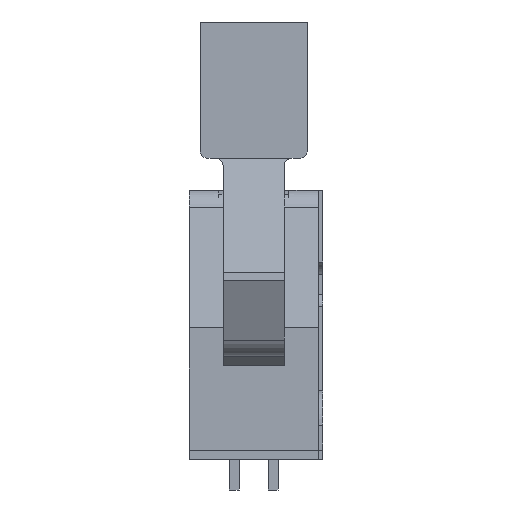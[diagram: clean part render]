
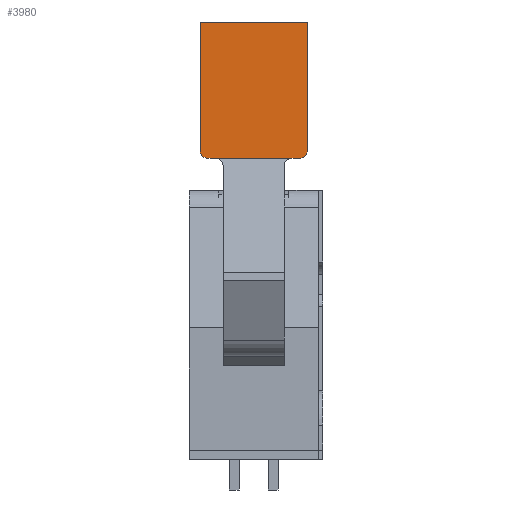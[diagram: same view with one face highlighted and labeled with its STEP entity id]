
A CAD part, front view. The second image highlights one B-rep face of the part: STEP entity #3980.
In plain terms, the highlighted planar face has unit normal (0, -1, 0).
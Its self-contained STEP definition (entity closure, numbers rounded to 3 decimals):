
#1363 = PLANE('',#1364);
#1364 = AXIS2_PLACEMENT_3D('',#1365,#1366,#1367);
#1365 = CARTESIAN_POINT('',(-25.198,-47.71,28.6));
#1366 = DIRECTION('',(0.,0.,-1.));
#1367 = DIRECTION('',(-1.,0.,0.));
#1391 = PLANE('',#1392);
#1392 = AXIS2_PLACEMENT_3D('',#1393,#1394,#1395);
#1393 = CARTESIAN_POINT('',(-2.23,-20.32,0.));
#1394 = DIRECTION('',(-1.,0.,0.));
#1395 = DIRECTION('',(0.,-1.,0.));
#1445 = PLANE('',#1446);
#1446 = AXIS2_PLACEMENT_3D('',#1447,#1448,#1449);
#1447 = CARTESIAN_POINT('',(4.77,-20.32,0.));
#1448 = DIRECTION('',(-1.,0.,0.));
#1449 = DIRECTION('',(0.,-1.,0.));
#2770 = PLANE('',#2771);
#2771 = AXIS2_PLACEMENT_3D('',#2772,#2773,#2774);
#2772 = CARTESIAN_POINT('',(-2.23,-47.71,19.7));
#2773 = DIRECTION('',(0.,0.,1.));
#2774 = DIRECTION('',(1.,0.,0.));
#2799 = CYLINDRICAL_SURFACE('',#2800,0.5);
#2800 = AXIS2_PLACEMENT_3D('',#2801,#2802,#2803);
#2801 = CARTESIAN_POINT('',(4.27,-47.71,20.2));
#2802 = DIRECTION('',(0.,1.,-0.));
#2803 = DIRECTION('',(1.,0.,0.));
#2873 = CYLINDRICAL_SURFACE('',#2874,0.5);
#2874 = AXIS2_PLACEMENT_3D('',#2875,#2876,#2877);
#2875 = CARTESIAN_POINT('',(-1.73,-20.32,20.2));
#2876 = DIRECTION('',(0.,-1.,0.));
#2877 = DIRECTION('',(-1.,0.,0.));
#2901 = PLANE('',#2902);
#2902 = AXIS2_PLACEMENT_3D('',#2903,#2904,#2905);
#2903 = CARTESIAN_POINT('',(-2.23,-47.71,19.7));
#2904 = DIRECTION('',(0.,0.,1.));
#2905 = DIRECTION('',(1.,0.,0.));
#3103 = PLANE('',#3104);
#3104 = AXIS2_PLACEMENT_3D('',#3105,#3106,#3107);
#3105 = CARTESIAN_POINT('',(-25.198,-47.71,19.7));
#3106 = DIRECTION('',(0.,0.941,-0.338)
  );
#3107 = DIRECTION('',(0.,-0.338,-0.941
    ));
#3861 = VERTEX_POINT('',#3862);
#3862 = CARTESIAN_POINT('',(-1.23,-47.71,19.7));
#3907 = EDGE_CURVE('',#3861,#3908,#3910,.T.);
#3908 = VERTEX_POINT('',#3909);
#3909 = CARTESIAN_POINT('',(3.77,-47.71,19.7));
#3910 = SURFACE_CURVE('',#3911,(#3915,#3922),.PCURVE_S1.);
#3911 = LINE('',#3912,#3913);
#3912 = CARTESIAN_POINT('',(-25.198,-47.71,19.7));
#3913 = VECTOR('',#3914,1.);
#3914 = DIRECTION('',(1.,0.,0.));
#3915 = PCURVE('',#3103,#3916);
#3916 = DEFINITIONAL_REPRESENTATION('',(#3917),#3921);
#3917 = LINE('',#3918,#3919);
#3918 = CARTESIAN_POINT('',(-0.,0.));
#3919 = VECTOR('',#3920,1.);
#3920 = DIRECTION('',(0.,-1.));
#3921 = ( GEOMETRIC_REPRESENTATION_CONTEXT(2) 
PARAMETRIC_REPRESENTATION_CONTEXT() REPRESENTATION_CONTEXT('2D SPACE',''
  ) );
#3922 = PCURVE('',#3923,#3928);
#3923 = PLANE('',#3924);
#3924 = AXIS2_PLACEMENT_3D('',#3925,#3926,#3927);
#3925 = CARTESIAN_POINT('',(-25.198,-47.71,28.6));
#3926 = DIRECTION('',(0.,1.,-0.));
#3927 = DIRECTION('',(-1.,0.,0.));
#3928 = DEFINITIONAL_REPRESENTATION('',(#3929),#3933);
#3929 = LINE('',#3930,#3931);
#3930 = CARTESIAN_POINT('',(0.,-8.9));
#3931 = VECTOR('',#3932,1.);
#3932 = DIRECTION('',(-1.,0.));
#3933 = ( GEOMETRIC_REPRESENTATION_CONTEXT(2) 
PARAMETRIC_REPRESENTATION_CONTEXT() REPRESENTATION_CONTEXT('2D SPACE',''
  ) );
#3980 = ADVANCED_FACE('',(#3981),#3923,.F.);
#3981 = FACE_BOUND('',#3982,.F.);
#3982 = EDGE_LOOP('',(#3983,#4008,#4032,#4053,#4054,#4077,#4101,#4124));
#3983 = ORIENTED_EDGE('',*,*,#3984,.T.);
#3984 = EDGE_CURVE('',#3985,#3987,#3989,.T.);
#3985 = VERTEX_POINT('',#3986);
#3986 = CARTESIAN_POINT('',(4.77,-47.71,28.6));
#3987 = VERTEX_POINT('',#3988);
#3988 = CARTESIAN_POINT('',(4.77,-47.71,20.2));
#3989 = SURFACE_CURVE('',#3990,(#3994,#4001),.PCURVE_S1.);
#3990 = LINE('',#3991,#3992);
#3991 = CARTESIAN_POINT('',(4.77,-47.71,28.6));
#3992 = VECTOR('',#3993,1.);
#3993 = DIRECTION('',(0.,0.,-1.));
#3994 = PCURVE('',#3923,#3995);
#3995 = DEFINITIONAL_REPRESENTATION('',(#3996),#4000);
#3996 = LINE('',#3997,#3998);
#3997 = CARTESIAN_POINT('',(-29.968,0.));
#3998 = VECTOR('',#3999,1.);
#3999 = DIRECTION('',(0.,-1.));
#4000 = ( GEOMETRIC_REPRESENTATION_CONTEXT(2) 
PARAMETRIC_REPRESENTATION_CONTEXT() REPRESENTATION_CONTEXT('2D SPACE',''
  ) );
#4001 = PCURVE('',#1445,#4002);
#4002 = DEFINITIONAL_REPRESENTATION('',(#4003),#4007);
#4003 = LINE('',#4004,#4005);
#4004 = CARTESIAN_POINT('',(27.39,28.6));
#4005 = VECTOR('',#4006,1.);
#4006 = DIRECTION('',(-0.,-1.));
#4007 = ( GEOMETRIC_REPRESENTATION_CONTEXT(2) 
PARAMETRIC_REPRESENTATION_CONTEXT() REPRESENTATION_CONTEXT('2D SPACE',''
  ) );
#4008 = ORIENTED_EDGE('',*,*,#4009,.T.);
#4009 = EDGE_CURVE('',#3987,#4010,#4012,.T.);
#4010 = VERTEX_POINT('',#4011);
#4011 = CARTESIAN_POINT('',(4.27,-47.71,19.7));
#4012 = SURFACE_CURVE('',#4013,(#4018,#4025),.PCURVE_S1.);
#4013 = CIRCLE('',#4014,0.5);
#4014 = AXIS2_PLACEMENT_3D('',#4015,#4016,#4017);
#4015 = CARTESIAN_POINT('',(4.27,-47.71,20.2));
#4016 = DIRECTION('',(0.,1.,0.));
#4017 = DIRECTION('',(1.,0.,0.));
#4018 = PCURVE('',#3923,#4019);
#4019 = DEFINITIONAL_REPRESENTATION('',(#4020),#4024);
#4020 = CIRCLE('',#4021,0.5);
#4021 = AXIS2_PLACEMENT_2D('',#4022,#4023);
#4022 = CARTESIAN_POINT('',(-29.468,-8.4));
#4023 = DIRECTION('',(-1.,0.));
#4024 = ( GEOMETRIC_REPRESENTATION_CONTEXT(2) 
PARAMETRIC_REPRESENTATION_CONTEXT() REPRESENTATION_CONTEXT('2D SPACE',''
  ) );
#4025 = PCURVE('',#2799,#4026);
#4026 = DEFINITIONAL_REPRESENTATION('',(#4027),#4031);
#4027 = LINE('',#4028,#4029);
#4028 = CARTESIAN_POINT('',(0.,0.));
#4029 = VECTOR('',#4030,1.);
#4030 = DIRECTION('',(1.,-0.));
#4031 = ( GEOMETRIC_REPRESENTATION_CONTEXT(2) 
PARAMETRIC_REPRESENTATION_CONTEXT() REPRESENTATION_CONTEXT('2D SPACE',''
  ) );
#4032 = ORIENTED_EDGE('',*,*,#4033,.F.);
#4033 = EDGE_CURVE('',#3908,#4010,#4034,.T.);
#4034 = SURFACE_CURVE('',#4035,(#4039,#4046),.PCURVE_S1.);
#4035 = LINE('',#4036,#4037);
#4036 = CARTESIAN_POINT('',(-2.23,-47.71,19.7));
#4037 = VECTOR('',#4038,1.);
#4038 = DIRECTION('',(1.,0.,0.));
#4039 = PCURVE('',#3923,#4040);
#4040 = DEFINITIONAL_REPRESENTATION('',(#4041),#4045);
#4041 = LINE('',#4042,#4043);
#4042 = CARTESIAN_POINT('',(-22.968,-8.9));
#4043 = VECTOR('',#4044,1.);
#4044 = DIRECTION('',(-1.,0.));
#4045 = ( GEOMETRIC_REPRESENTATION_CONTEXT(2) 
PARAMETRIC_REPRESENTATION_CONTEXT() REPRESENTATION_CONTEXT('2D SPACE',''
  ) );
#4046 = PCURVE('',#2770,#4047);
#4047 = DEFINITIONAL_REPRESENTATION('',(#4048),#4052);
#4048 = LINE('',#4049,#4050);
#4049 = CARTESIAN_POINT('',(0.,0.));
#4050 = VECTOR('',#4051,1.);
#4051 = DIRECTION('',(1.,0.));
#4052 = ( GEOMETRIC_REPRESENTATION_CONTEXT(2) 
PARAMETRIC_REPRESENTATION_CONTEXT() REPRESENTATION_CONTEXT('2D SPACE',''
  ) );
#4053 = ORIENTED_EDGE('',*,*,#3907,.F.);
#4054 = ORIENTED_EDGE('',*,*,#4055,.F.);
#4055 = EDGE_CURVE('',#4056,#3861,#4058,.T.);
#4056 = VERTEX_POINT('',#4057);
#4057 = CARTESIAN_POINT('',(-1.73,-47.71,19.7));
#4058 = SURFACE_CURVE('',#4059,(#4063,#4070),.PCURVE_S1.);
#4059 = LINE('',#4060,#4061);
#4060 = CARTESIAN_POINT('',(-2.23,-47.71,19.7));
#4061 = VECTOR('',#4062,1.);
#4062 = DIRECTION('',(1.,0.,0.));
#4063 = PCURVE('',#3923,#4064);
#4064 = DEFINITIONAL_REPRESENTATION('',(#4065),#4069);
#4065 = LINE('',#4066,#4067);
#4066 = CARTESIAN_POINT('',(-22.968,-8.9));
#4067 = VECTOR('',#4068,1.);
#4068 = DIRECTION('',(-1.,0.));
#4069 = ( GEOMETRIC_REPRESENTATION_CONTEXT(2) 
PARAMETRIC_REPRESENTATION_CONTEXT() REPRESENTATION_CONTEXT('2D SPACE',''
  ) );
#4070 = PCURVE('',#2901,#4071);
#4071 = DEFINITIONAL_REPRESENTATION('',(#4072),#4076);
#4072 = LINE('',#4073,#4074);
#4073 = CARTESIAN_POINT('',(0.,0.));
#4074 = VECTOR('',#4075,1.);
#4075 = DIRECTION('',(1.,0.));
#4076 = ( GEOMETRIC_REPRESENTATION_CONTEXT(2) 
PARAMETRIC_REPRESENTATION_CONTEXT() REPRESENTATION_CONTEXT('2D SPACE',''
  ) );
#4077 = ORIENTED_EDGE('',*,*,#4078,.T.);
#4078 = EDGE_CURVE('',#4056,#4079,#4081,.T.);
#4079 = VERTEX_POINT('',#4080);
#4080 = CARTESIAN_POINT('',(-2.23,-47.71,20.2));
#4081 = SURFACE_CURVE('',#4082,(#4087,#4094),.PCURVE_S1.);
#4082 = CIRCLE('',#4083,0.5);
#4083 = AXIS2_PLACEMENT_3D('',#4084,#4085,#4086);
#4084 = CARTESIAN_POINT('',(-1.73,-47.71,20.2));
#4085 = DIRECTION('',(0.,1.,0.));
#4086 = DIRECTION('',(1.,0.,0.));
#4087 = PCURVE('',#3923,#4088);
#4088 = DEFINITIONAL_REPRESENTATION('',(#4089),#4093);
#4089 = CIRCLE('',#4090,0.5);
#4090 = AXIS2_PLACEMENT_2D('',#4091,#4092);
#4091 = CARTESIAN_POINT('',(-23.468,-8.4));
#4092 = DIRECTION('',(-1.,0.));
#4093 = ( GEOMETRIC_REPRESENTATION_CONTEXT(2) 
PARAMETRIC_REPRESENTATION_CONTEXT() REPRESENTATION_CONTEXT('2D SPACE',''
  ) );
#4094 = PCURVE('',#2873,#4095);
#4095 = DEFINITIONAL_REPRESENTATION('',(#4096),#4100);
#4096 = LINE('',#4097,#4098);
#4097 = CARTESIAN_POINT('',(3.142,27.39));
#4098 = VECTOR('',#4099,1.);
#4099 = DIRECTION('',(-1.,0.));
#4100 = ( GEOMETRIC_REPRESENTATION_CONTEXT(2) 
PARAMETRIC_REPRESENTATION_CONTEXT() REPRESENTATION_CONTEXT('2D SPACE',''
  ) );
#4101 = ORIENTED_EDGE('',*,*,#4102,.F.);
#4102 = EDGE_CURVE('',#4103,#4079,#4105,.T.);
#4103 = VERTEX_POINT('',#4104);
#4104 = CARTESIAN_POINT('',(-2.23,-47.71,28.6));
#4105 = SURFACE_CURVE('',#4106,(#4110,#4117),.PCURVE_S1.);
#4106 = LINE('',#4107,#4108);
#4107 = CARTESIAN_POINT('',(-2.23,-47.71,28.6));
#4108 = VECTOR('',#4109,1.);
#4109 = DIRECTION('',(0.,0.,-1.));
#4110 = PCURVE('',#3923,#4111);
#4111 = DEFINITIONAL_REPRESENTATION('',(#4112),#4116);
#4112 = LINE('',#4113,#4114);
#4113 = CARTESIAN_POINT('',(-22.968,0.));
#4114 = VECTOR('',#4115,1.);
#4115 = DIRECTION('',(0.,-1.));
#4116 = ( GEOMETRIC_REPRESENTATION_CONTEXT(2) 
PARAMETRIC_REPRESENTATION_CONTEXT() REPRESENTATION_CONTEXT('2D SPACE',''
  ) );
#4117 = PCURVE('',#1391,#4118);
#4118 = DEFINITIONAL_REPRESENTATION('',(#4119),#4123);
#4119 = LINE('',#4120,#4121);
#4120 = CARTESIAN_POINT('',(27.39,28.6));
#4121 = VECTOR('',#4122,1.);
#4122 = DIRECTION('',(-0.,-1.));
#4123 = ( GEOMETRIC_REPRESENTATION_CONTEXT(2) 
PARAMETRIC_REPRESENTATION_CONTEXT() REPRESENTATION_CONTEXT('2D SPACE',''
  ) );
#4124 = ORIENTED_EDGE('',*,*,#4125,.T.);
#4125 = EDGE_CURVE('',#4103,#3985,#4126,.T.);
#4126 = SURFACE_CURVE('',#4127,(#4131,#4138),.PCURVE_S1.);
#4127 = LINE('',#4128,#4129);
#4128 = CARTESIAN_POINT('',(-25.198,-47.71,28.6));
#4129 = VECTOR('',#4130,1.);
#4130 = DIRECTION('',(1.,0.,0.));
#4131 = PCURVE('',#3923,#4132);
#4132 = DEFINITIONAL_REPRESENTATION('',(#4133),#4137);
#4133 = LINE('',#4134,#4135);
#4134 = CARTESIAN_POINT('',(0.,0.));
#4135 = VECTOR('',#4136,1.);
#4136 = DIRECTION('',(-1.,0.));
#4137 = ( GEOMETRIC_REPRESENTATION_CONTEXT(2) 
PARAMETRIC_REPRESENTATION_CONTEXT() REPRESENTATION_CONTEXT('2D SPACE',''
  ) );
#4138 = PCURVE('',#1363,#4139);
#4139 = DEFINITIONAL_REPRESENTATION('',(#4140),#4144);
#4140 = LINE('',#4141,#4142);
#4141 = CARTESIAN_POINT('',(0.,0.));
#4142 = VECTOR('',#4143,1.);
#4143 = DIRECTION('',(-1.,0.));
#4144 = ( GEOMETRIC_REPRESENTATION_CONTEXT(2) 
PARAMETRIC_REPRESENTATION_CONTEXT() REPRESENTATION_CONTEXT('2D SPACE',''
  ) );
